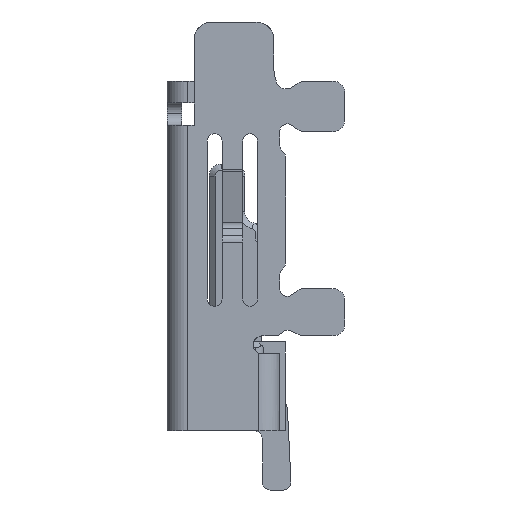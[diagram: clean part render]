
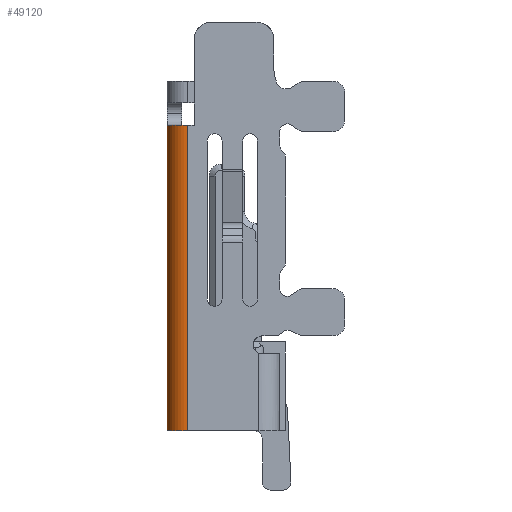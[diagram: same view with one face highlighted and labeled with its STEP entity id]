
A CAD part, left-side view. The second image highlights one B-rep face of the part: STEP entity #49120.
In plain terms, the highlighted cylindrical face has radius 0.35 mm (diameter 0.7 mm), a partial arc.
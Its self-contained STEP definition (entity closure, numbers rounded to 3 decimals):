
#48710=CARTESIAN_POINT('',(-6.098,1.013,-0.75));
#48720=DIRECTION('',(0.,0.,-1.));
#48730=DIRECTION('',(-1.,0.,0.));
#48740=AXIS2_PLACEMENT_3D('',#48710,#48720,#48730);
#48750=CYLINDRICAL_SURFACE('',#48740,0.35);
#48760=CARTESIAN_POINT('',(-6.448,1.013,-0.75));
#48770=DIRECTION('',(0.,0.,-1.));
#48780=VECTOR('',#48770,1.);
#48790=LINE('',#48760,#48780);
#48800=CARTESIAN_POINT('',(-6.448,1.013,
4.41));
#48810=VERTEX_POINT('',#48800);
#48820=CARTESIAN_POINT('',(-6.448,1.013,
-0.75));
#48830=VERTEX_POINT('',#48820);
#48840=EDGE_CURVE('',#48810,#48830,#48790,.T.);
#48850=ORIENTED_EDGE('',*,*,#48840,.F.);
#48860=CARTESIAN_POINT('',(-6.098,1.013,
-0.75));
#48870=DIRECTION('',(0.,0.,-1.));
#48880=DIRECTION('',(-1.,0.,0.));
#48890=AXIS2_PLACEMENT_3D('',#48860,#48870,#48880);
#48900=CIRCLE('',#48890,0.35);
#48910=CARTESIAN_POINT('',(-6.098,1.363,
-0.75));
#48920=VERTEX_POINT('',#48910);
#48930=EDGE_CURVE('',#48830,#48920,#48900,.T.);
#48940=ORIENTED_EDGE('',*,*,#48930,.F.);
#48950=CARTESIAN_POINT('',(-6.098,1.363,2.2));
#48960=DIRECTION('',(0.,0.,1.));
#48970=VECTOR('',#48960,1000.);
#48980=LINE('',#48950,#48970);
#48990=CARTESIAN_POINT('',(-6.098,1.363,
4.41));
#49000=VERTEX_POINT('',#48990);
#49010=EDGE_CURVE('',#48920,#49000,#48980,.T.);
#49020=ORIENTED_EDGE('',*,*,#49010,.F.);
#49030=CARTESIAN_POINT('',(-6.098,1.013,
4.41));
#49040=DIRECTION('',(-0.,-0.,1.));
#49050=DIRECTION('',(-1.,0.,0.));
#49060=AXIS2_PLACEMENT_3D('',#49030,#49040,#49050);
#49070=CIRCLE('',#49060,0.35);
#49080=EDGE_CURVE('',#49000,#48810,#49070,.T.);
#49090=ORIENTED_EDGE('',*,*,#49080,.F.);
#49100=EDGE_LOOP('',(#49090,#49020,#48940,#48850));
#49110=FACE_OUTER_BOUND('',#49100,.T.);
#49120=ADVANCED_FACE('',(#49110),#48750,.T.);
